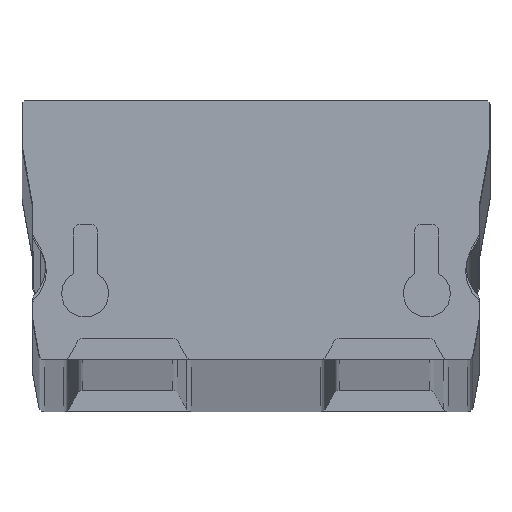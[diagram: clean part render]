
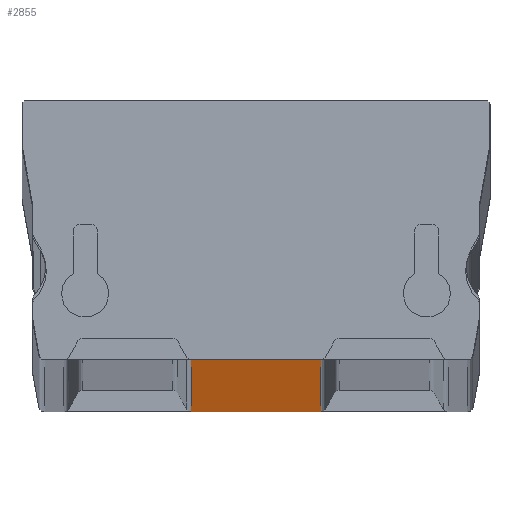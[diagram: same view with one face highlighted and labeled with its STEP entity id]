
A CAD part, top view. The second image highlights one B-rep face of the part: STEP entity #2855.
In plain terms, the highlighted planar face has unit normal (0, -1, 0).
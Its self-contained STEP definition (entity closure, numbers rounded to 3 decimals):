
#133 = DIRECTION ( 'NONE',  ( 1., 0., 0. ) ) ;
#142 = ORIENTED_EDGE ( 'NONE', *, *, #3322, .T. ) ;
#181 = DIRECTION ( 'NONE',  ( 0., 0., 1. ) ) ;
#428 = EDGE_CURVE ( 'NONE', #2796, #2329, #1147, .T. ) ;
#448 = VERTEX_POINT ( 'NONE', #838 ) ;
#491 = VECTOR ( 'NONE', #1387, 1000. ) ;
#737 = PLANE ( 'NONE',  #2656 ) ;
#772 = EDGE_CURVE ( 'NONE', #448, #3066, #2119, .T. ) ;
#827 = CARTESIAN_POINT ( 'NONE',  ( -2.385, 0., 1100. ) ) ;
#838 = CARTESIAN_POINT ( 'NONE',  ( -2.385, 0., 1100. ) ) ;
#974 = ORIENTED_EDGE ( 'NONE', *, *, #772, .F. ) ;
#1070 = VECTOR ( 'NONE', #2237, 1000. ) ;
#1082 = DIRECTION ( 'NONE',  ( 0., 1., 0. ) ) ;
#1092 = CARTESIAN_POINT ( 'NONE',  ( 0., 0., 0. ) ) ;
#1147 = LINE ( 'NONE', #1092, #1070 ) ;
#1316 = FACE_OUTER_BOUND ( 'NONE', #3241, .T. ) ;
#1387 = DIRECTION ( 'NONE',  ( 0., 0., -1. ) ) ;
#1578 = CARTESIAN_POINT ( 'NONE',  ( 0., 0., 1100. ) ) ;
#1611 = DIRECTION ( 'NONE',  ( -1., 0., 0. ) ) ;
#1776 = ORIENTED_EDGE ( 'NONE', *, *, #3022, .T. ) ;
#1906 = CARTESIAN_POINT ( 'NONE',  ( 2.385, 0., 1100. ) ) ;
#2119 = LINE ( 'NONE', #1578, #2974 ) ;
#2237 = DIRECTION ( 'NONE',  ( 1., 0., 0. ) ) ;
#2329 = VERTEX_POINT ( 'NONE', #3265 ) ;
#2379 = CARTESIAN_POINT ( 'NONE',  ( -2.385, 0., 0. ) ) ;
#2654 = VECTOR ( 'NONE', #181, 1000. ) ;
#2656 = AXIS2_PLACEMENT_3D ( 'NONE', #3061, #1082, #1611 ) ;
#2796 = VERTEX_POINT ( 'NONE', #2379 ) ;
#2855 = ADVANCED_FACE ( 'NONE', ( #1316 ), #737, .F. ) ;
#2974 = VECTOR ( 'NONE', #133, 1000. ) ;
#3022 = EDGE_CURVE ( 'NONE', #448, #2796, #3428, .T. ) ;
#3061 = CARTESIAN_POINT ( 'NONE',  ( 0., 0., 1100. ) ) ;
#3066 = VERTEX_POINT ( 'NONE', #3744 ) ;
#3183 = ORIENTED_EDGE ( 'NONE', *, *, #428, .T. ) ;
#3241 = EDGE_LOOP ( 'NONE', ( #3183, #142, #974, #1776 ) ) ;
#3265 = CARTESIAN_POINT ( 'NONE',  ( 2.385, 0., 0. ) ) ;
#3322 = EDGE_CURVE ( 'NONE', #2329, #3066, #3347, .T. ) ;
#3347 = LINE ( 'NONE', #1906, #2654 ) ;
#3428 = LINE ( 'NONE', #827, #491 ) ;
#3744 = CARTESIAN_POINT ( 'NONE',  ( 2.385, 0., 1100. ) ) ;
